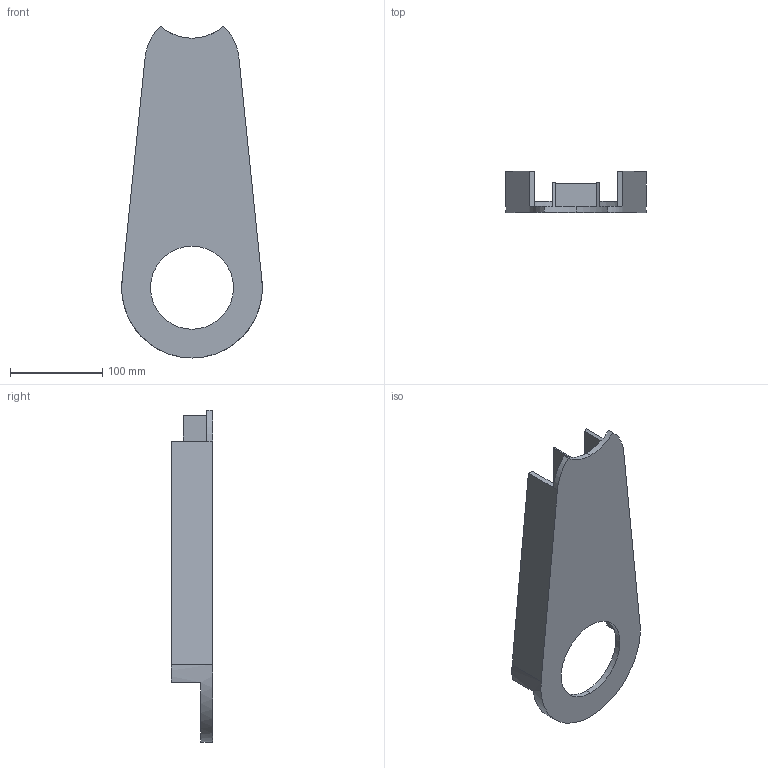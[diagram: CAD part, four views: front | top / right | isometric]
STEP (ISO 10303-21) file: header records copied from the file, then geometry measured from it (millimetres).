
FILE_DESCRIPTION (( 'STEP AP203' ), '1' );
FILE_NAME ('Thigh_Default_sldprt.STEP', '2024-11-07T05:13:16', ( '' ), ( '' ), 'SwSTEP 2.0', 'SolidWorks 2024', '' );
FILE_SCHEMA (( 'CONFIG_CONTROL_DESIGN' ));
Length unit declared in the file: millimetre
Products named in the file (1): Thigh_Default_sldprt
Bounding box: 152.38 x 44.45 x 359.74 mm (x, y, z)
Volume: 393183.5 mm3; surface area: 140470.4 mm2
Topology: 1 solids, 1 shells, 31 faces, 85 edges, 56 vertices
Faces by surface type: plane 21, cylinder 10
Entity records: 1072 total; most frequent: DIRECTION 177, CARTESIAN_POINT 173, ORIENTED_EDGE 170, EDGE_CURVE 85, AXIS2_PLACEMENT_3D 60, LINE 57, VECTOR 57, VERTEX_POINT 56
